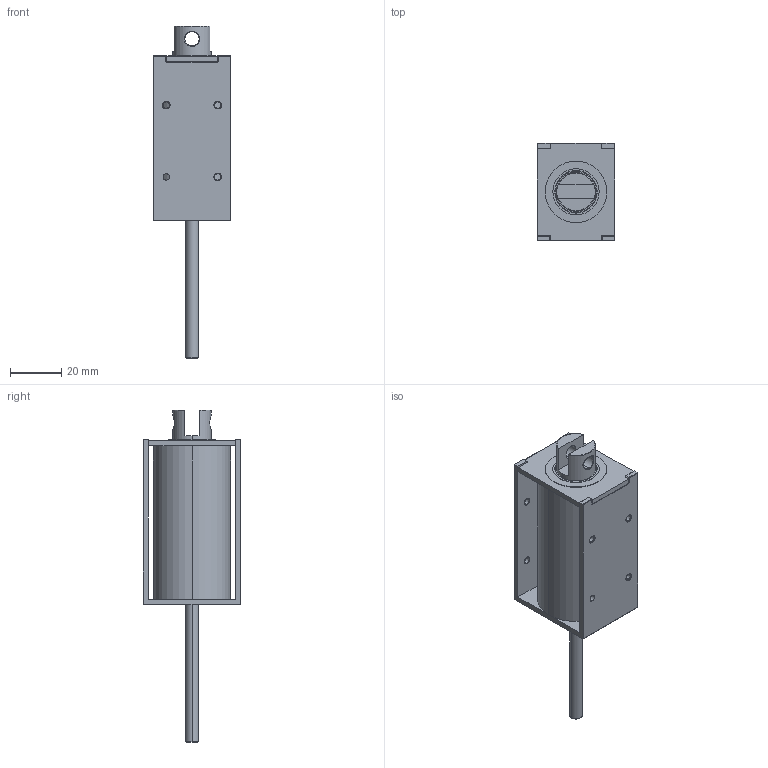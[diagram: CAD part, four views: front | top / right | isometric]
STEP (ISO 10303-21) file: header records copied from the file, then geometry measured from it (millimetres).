
FILE_DESCRIPTION(('STEP AP214'),'1');
FILE_NAME('tmp0.STEP','2016-09-13T12:31:53',(' '),(' '),'Spatial InterOp 3D',' ',' ');
FILE_SCHEMA(('automotive_design'));
Length unit declared in the file: millimetre
Products named in the file (13): 1; 2; 3; 4; 5; 6; 7; 8; 9; 10; 11; 12; 13
Bounding box: 30 x 38 x 129.3 mm (x, y, z)
Volume: 46427 mm3; surface area: 28130.9 mm2
Topology: 6 solids, 20 shells, 204 faces, 532 edges, 354 vertices
Faces by surface type: cylinder 114, plane 52, cone 14, torus 12, sphere 8, bspline 4
Entity records: 11025 total; most frequent: CARTESIAN_POINT 3879, DIRECTION 1204, ORIENTED_EDGE 992, EDGE_CURVE 524, AXIS2_PLACEMENT_3D 485, VERTEX_POINT 354, CIRCLE 272, EDGE_LOOP 242
